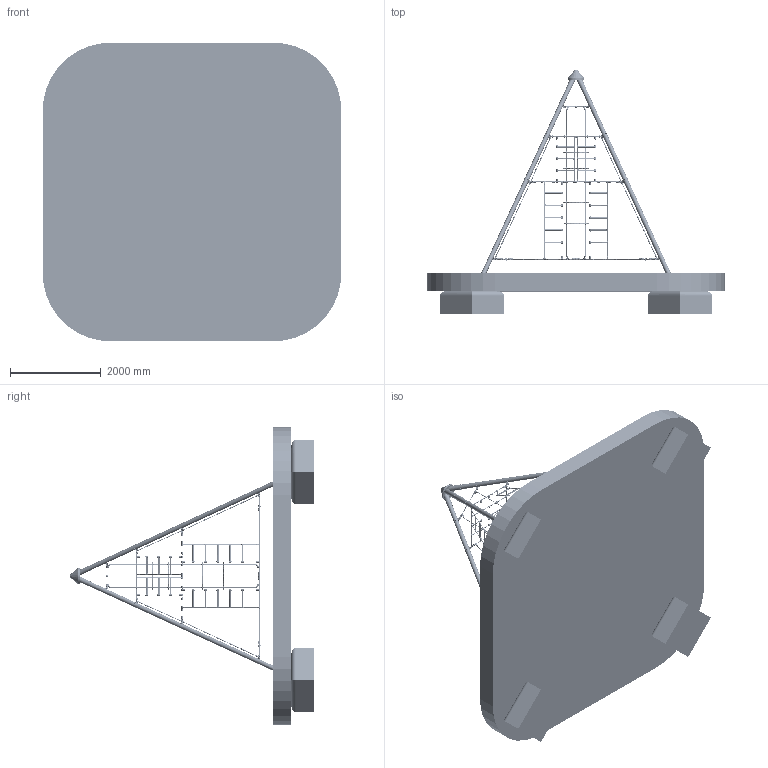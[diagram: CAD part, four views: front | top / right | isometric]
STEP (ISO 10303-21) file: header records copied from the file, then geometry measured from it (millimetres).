
FILE_DESCRIPTION (( 'STEP AP214' ), '1' );
FILE_NAME ('Sicherung (1) von Kletter_WigWam_1_01.STEP', '2018-03-22T08:39:47', ( '' ), ( '' ), 'SwSTEP 2.0', 'SolidWorks 2016', '' );
FILE_SCHEMA (( 'AUTOMOTIVE_DESIGN' ));
Length unit declared in the file: millimetre
Products named in the file (53): Fundament_01; Schelle f黵 102er Rohrblau_01; Abdeckhaube_Dino_WigWam1_01; Pfosten_WigWam1 - 1,00 m lang_01; Pfosten_WigWam1_01; Bew-T-Stück_WigWam1_01; Sicherheitsbereich_01; Kopfplatte_WigWam1_01; DIN EN ISO 7042 - M6 - N_DIN EN ISO 7042 - M6 - N; Randseil_rot_Slackline_01; Horizontalnetz_oben_WigWam1_01; ISO 7045 - M6 x 35 - Z --- 35N_ISO 7045 - M6 x 35 - Z --- 35N; Doppelschlauch_Klemme_WigWam1_01; Randseil_rot_horizontalnetz_oben_WigWam1_01; Bew. T-Stück Längsträger_01; Slackline_Seil_blau_01; Bew. T-Stück Querträger_01; Kausche_blau_WigWam1_01; Kreuz_WigWam1_01; Slackline_Seil_rot_01; Horizontalnetz_unten_WigWam1_01; Seil_Kreuz_WigWam1_01; Triangel_WigWam1_01; Randseil_rot_horizontalnetz_unten_WigWam1_01; Kletterkamin_WigWam1_01; Spannschloss_M1_WigWam1_01; Hexagon Nut ISO 4032 - M12 - D - N_Hexagon Nut ISO 4032 - M12 - D - N; Kausche_rot_WigWam1_01; Untere_Leiter_WigWam1_01; Hexagon Nut ISO 4032 - M10 - D - N_Hexagon Nut ISO 4032 - M10 - D - N; 2_Augen_Schaekel_WigWam_01; Seil_untere_Leiter_WigWam1_01; ISO 4014 - M10 x 50 x 26-N_ISO 4014 - M10 x 50 x 26-N; Knotenkugel_WigWam1_01; Obere_Leiter_WigWam1_01; Spannschloss Teil II_01; T-Stück_WigWam1_01; Seil_obere_Leiter_WigWam1_01; Spannschloss Teil I_01; Beckmannsprosse_rot_WigWam1_01 ...
Assembly tree (395 placements, depth 3):
  Sicherung (1) von Kletter_WigWam_1_01
    Horizontalnetz_unten_WigWam1_01
      Horizontalnetz_unten_WigWam1_01
      T-Stück_WigWam1_01  x30
      Knotenkugel_WigWam1_01  x42
      2_Augen_Schaekel_WigWam_01  x4
      Kausche_rot_WigWam1_01  x8
      Randseil_rot_horizontalnetz_unten_WigWam1_01  x4
    Horizontalnetz_oben_WigWam1_01
      Horizontalnetz_oben_WigWam1_01
      Knotenkugel_WigWam1_01  x6
      T-Stück_WigWam1_01  x14
      2_Augen_Schaekel_WigWam_01  x4
      Kausche_rot_WigWam1_01  x8
      Randseil_rot_horizontalnetz_oben_WigWam1_01  x4
    Kopfplatte_WigWam1_01
    Pfosten_WigWam1_01  x4
    Pfostenschelle_WigWam1_01  x16
      Schelle f黵 102er Rohrblau_01
      PA Adapter_01
      Schlossschraube M10x30_01
      Mutterblau_01
    T-Stück_WigWam1_01  x32
    Obere_Leiter_WigWam1_01  x4
      Beckmannsprosse_rot_WigWam1_01
      Seil_obere_Leiter_WigWam1_01
    Untere_Leiter_WigWam1_01  x4
      Beckmannsprosse_rot_WigWam1_01
      Seil_untere_Leiter_WigWam1_01
    Knotenkugel_WigWam1_01  x8
    Kletterkamin_WigWam1_01
      Kletterkamin_WigWam1_01
      Knotenkugel_WigWam1_01  x16
    Kreuz_WigWam1_01
      Seil_Kreuz_WigWam1_01  x2
      Knotenkugel_WigWam1_01
      Kausche_rot_WigWam1_01  x4
    Bew-T-Stück_WigWam1_01  x8
      Bew. T-Stück Querträger_01
      Bew. T-Stück Längsträger_01
      ISO 7045 - M6 x 35 - Z --- 35N_ISO 7045 - M6 x 35 - Z --- 35N
      DIN EN ISO 7042 - M6 - N_DIN EN ISO 7042 - M6 - N
    Abdeckhaube_Dino_WigWam1_01
    3_Augen_Scaekel_WigWam1_01  x4
    Slackline_01
      Mittelkreuz Seile_WigWam1_01
      Knotenkugel_WigWam1_01  x9
      Seilstück_rot_1_WigWam1_01  x4
      Seilstück_blau_2_WigWam1_01  x8
    Spannschloss_M1_WigWam1_01  x4
      Spannschloss Teil I_01
      Spannschloss Teil II_01
      ISO 4014 - M10 x 50 x 26-N_ISO 4014 - M10 x 50 x 26-N
      Hexagon Nut ISO 4032 - M10 - D - N_Hexagon Nut ISO 4032 - M10 - D - N
      Hexagon Nut ISO 4032 - M12 - D - N_Hexagon Nut ISO 4032 - M12 - D - N
    Triangel_WigWam1_01  x4
    Kausche_rot_WigWam1_01  x12
    Slackline_Seil_rot_01  x4
    Kausche_blau_WigWam1_01  x8
    Slackline_Seil_blau_01  x8
Bounding box: 6580 x 5377.86 x 6580 mm (x, y, z)
Volume: 18574936704.1 mm3; surface area: 146193374.4 mm2
Topology: 630 solids, 630 shells, 28009 faces, 72286 edges, 43772 vertices
Faces by surface type: plane 9485, cylinder 8442, torus 5256, cone 2302, bspline 2048, sphere 476
Entity records: 88374 total; most frequent: CARTESIAN_POINT 35299, ORIENTED_EDGE 10468, DIRECTION 10026, EDGE_CURVE 5234, AXIS2_PLACEMENT_3D 3940, VERTEX_POINT 3157, EDGE_LOOP 2243, VECTOR 2146
